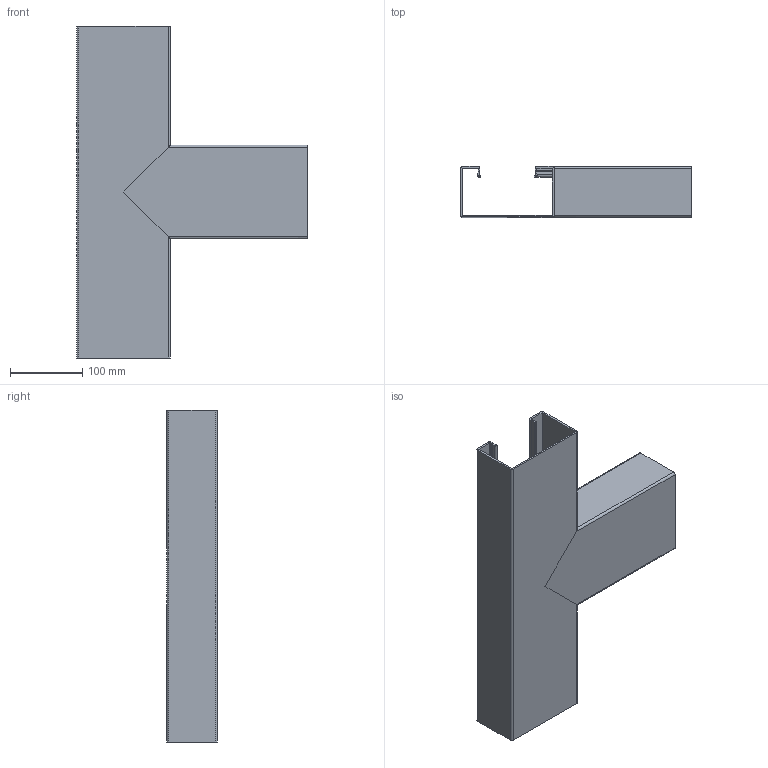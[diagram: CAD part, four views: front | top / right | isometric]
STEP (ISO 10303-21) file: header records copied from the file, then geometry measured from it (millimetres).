
FILE_DESCRIPTION (( 'STEP AP214' ), '1' );
FILE_NAME ('6114270.stp', '2016-05-11T09:13:09', ( '' ), ( '' ), 'SwSTEP 2.0', 'SolidWorks 2014', '' );
FILE_SCHEMA (( 'AUTOMOTIVE_DESIGN' ));
Length unit declared in the file: millimetre
Products named in the file (4): 024319_15; 014555_GK-T70130; 014554_GK-T70130; 6114270
Assembly tree (4 placements, depth 2):
  6114270
    014554_GK-T70130
    014555_GK-T70130
    024319_15  x2
Bounding box: 320 x 70 x 460 mm (x, y, z)
Volume: 553279.8 mm3; surface area: 425920.9 mm2
Topology: 4 solids, 4 shells, 153 faces, 435 edges, 290 vertices
Faces by surface type: plane 93, cylinder 60
Entity records: 4891 total; most frequent: CARTESIAN_POINT 979, ORIENTED_EDGE 834, DIRECTION 755, EDGE_CURVE 417, LINE 295, VECTOR 295, VERTEX_POINT 278, AXIS2_PLACEMENT_3D 230
